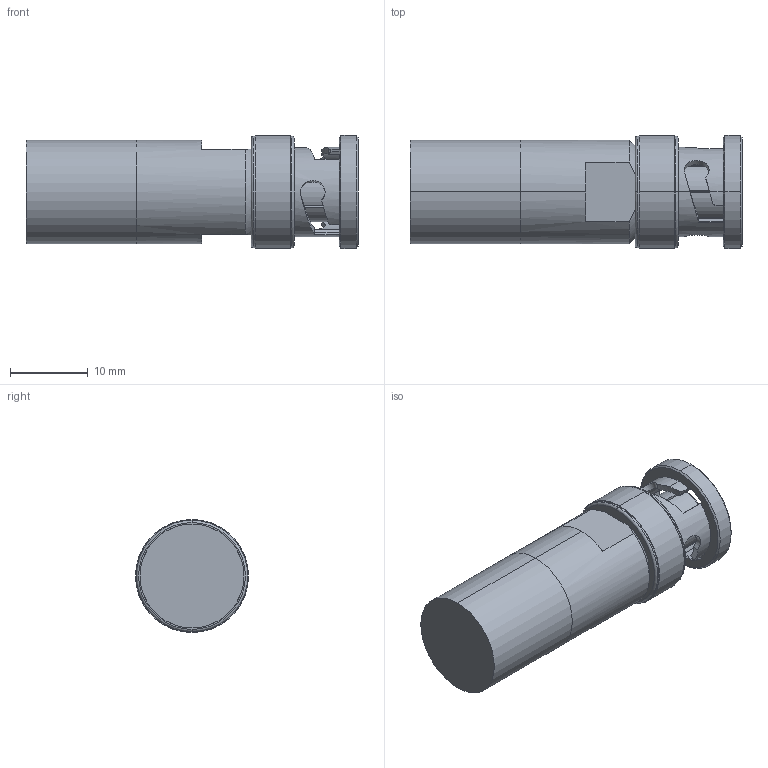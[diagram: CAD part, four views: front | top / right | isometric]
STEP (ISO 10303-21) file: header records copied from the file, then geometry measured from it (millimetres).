
FILE_DESCRIPTION (( 'STEP AP214' ), '1' );
FILE_NAME ('FMTR10-06403-024_3D.step', '2023-09-20T23:31:41', ( '' ), ( '' ), 'SwSTEP 2.0', 'SolidWorks 2022', '' );
FILE_SCHEMA (( 'AUTOMOTIVE_DESIGN' ));
Length unit declared in the file: inch
Products named in the file (4): Copy of MSY00002-MA2^FMTR10-06403-024_With Label; FMTR10-06403-024_3D; MSY0000X-MA1; MSY0000X-MA3
Assembly tree (3 placements, depth 2):
  FMTR10-06403-024_3D
    MSY0000X-MA1
    MSY0000X-MA3
    Copy of MSY00002-MA2^FMTR10-06403-024_With Label
Bounding box: 42.6 x 14.5 x 14.5 mm (x, y, z)
Volume: 5100.2 mm3; surface area: 4165.9 mm2
Topology: 3 solids, 3 shells, 200 faces, 519 edges, 332 vertices
Faces by surface type: plane 72, cylinder 69, cone 26, torus 18, bspline 15
Entity records: 7696 total; most frequent: CARTESIAN_POINT 2594, ORIENTED_EDGE 1034, DIRECTION 994, EDGE_CURVE 517, AXIS2_PLACEMENT_3D 391, VERTEX_POINT 332, EDGE_LOOP 219, VECTOR 212
